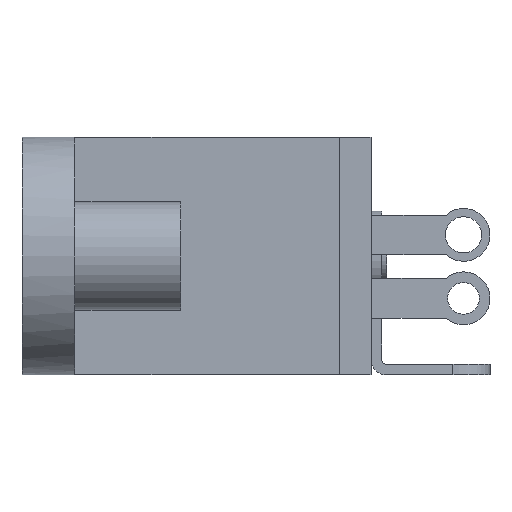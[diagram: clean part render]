
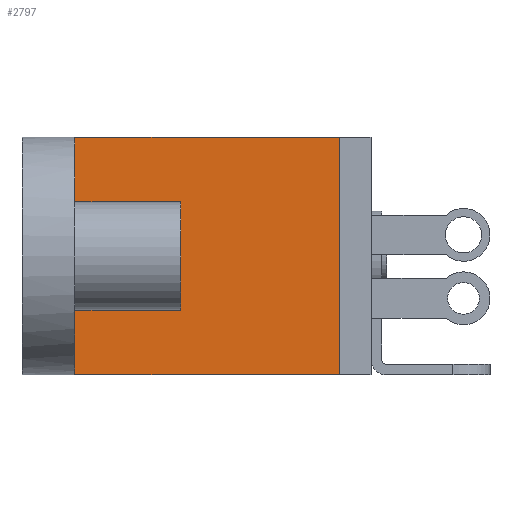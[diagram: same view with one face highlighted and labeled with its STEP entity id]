
A CAD part, left-side view. The second image highlights one B-rep face of the part: STEP entity #2797.
In plain terms, the highlighted planar face has unit normal (-1, 0, 0).
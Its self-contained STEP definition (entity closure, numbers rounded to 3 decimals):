
#47 = VERTEX_POINT ( 'NONE', #1600 ) ;
#94 = VECTOR ( 'NONE', #2605, 1000. ) ;
#108 = DIRECTION ( 'NONE',  ( 0., 1., 0. ) ) ;
#206 = DIRECTION ( 'NONE',  ( 0., 1., 0. ) ) ;
#250 = EDGE_CURVE ( 'NONE', #567, #3236, #2639, .T. ) ;
#290 = CARTESIAN_POINT ( 'NONE',  ( -6.95, 0., 4.482 ) ) ;
#295 = EDGE_CURVE ( 'NONE', #1997, #928, #410, .T. ) ;
#325 = EDGE_CURVE ( 'NONE', #883, #2762, #1553, .T. ) ;
#410 = LINE ( 'NONE', #1004, #2220 ) ;
#454 = VECTOR ( 'NONE', #2362, 1000. ) ;
#567 = VERTEX_POINT ( 'NONE', #2038 ) ;
#631 = VECTOR ( 'NONE', #2417, 1000. ) ;
#646 = CARTESIAN_POINT ( 'NONE',  ( -6.95, 4., -4.482 ) ) ;
#805 = EDGE_CURVE ( 'NONE', #2762, #1798, #2258, .T. ) ;
#832 = CARTESIAN_POINT ( 'NONE',  ( -6.95, 0., 1. ) ) ;
#864 = EDGE_CURVE ( 'NONE', #1997, #883, #1162, .T. ) ;
#883 = VERTEX_POINT ( 'NONE', #3523 ) ;
#928 = VERTEX_POINT ( 'NONE', #3240 ) ;
#972 = ORIENTED_EDGE ( 'NONE', *, *, #1174, .F. ) ;
#992 = CARTESIAN_POINT ( 'NONE',  ( -6.95, 4., 0. ) ) ;
#1004 = CARTESIAN_POINT ( 'NONE',  ( -6.95, 0., 1. ) ) ;
#1029 = ORIENTED_EDGE ( 'NONE', *, *, #1722, .T. ) ;
#1051 = PLANE ( 'NONE',  #3189 ) ;
#1162 = LINE ( 'NONE', #290, #454 ) ;
#1174 = EDGE_CURVE ( 'NONE', #3236, #1798, #1396, .T. ) ;
#1303 = ORIENTED_EDGE ( 'NONE', *, *, #295, .F. ) ;
#1368 = CARTESIAN_POINT ( 'NONE',  ( -6.95, 4., -1. ) ) ;
#1396 = LINE ( 'NONE', #1977, #2453 ) ;
#1553 = LINE ( 'NONE', #2173, #631 ) ;
#1597 = CARTESIAN_POINT ( 'NONE',  ( -6.95, 0., 0. ) ) ;
#1600 = CARTESIAN_POINT ( 'NONE',  ( -6.95, 4., 4.482 ) ) ;
#1651 = VECTOR ( 'NONE', #3760, 1000. ) ;
#1722 = EDGE_CURVE ( 'NONE', #567, #47, #1920, .T. ) ;
#1798 = VERTEX_POINT ( 'NONE', #646 ) ;
#1904 = DIRECTION ( 'NONE',  ( 1., 0., 0. ) ) ;
#1920 = LINE ( 'NONE', #3122, #2454 ) ;
#1977 = CARTESIAN_POINT ( 'NONE',  ( -6.95, 0., -4.482 ) ) ;
#1997 = VERTEX_POINT ( 'NONE', #832 ) ;
#2038 = CARTESIAN_POINT ( 'NONE',  ( -6.95, -6., 4.482 ) ) ;
#2039 = ORIENTED_EDGE ( 'NONE', *, *, #2787, .T. ) ;
#2173 = CARTESIAN_POINT ( 'NONE',  ( -6.95, 0., -1. ) ) ;
#2220 = VECTOR ( 'NONE', #108, 1000. ) ;
#2258 = LINE ( 'NONE', #3420, #1651 ) ;
#2362 = DIRECTION ( 'NONE',  ( 0., 0., -1. ) ) ;
#2417 = DIRECTION ( 'NONE',  ( 0., 1., 0. ) ) ;
#2442 = DIRECTION ( 'NONE',  ( 0., 0., -1. ) ) ;
#2453 = VECTOR ( 'NONE', #3395, 1000. ) ;
#2454 = VECTOR ( 'NONE', #206, 1000. ) ;
#2605 = DIRECTION ( 'NONE',  ( 0., 0., -1. ) ) ;
#2623 = ORIENTED_EDGE ( 'NONE', *, *, #864, .T. ) ;
#2639 = LINE ( 'NONE', #3195, #94 ) ;
#2661 = ORIENTED_EDGE ( 'NONE', *, *, #325, .T. ) ;
#2696 = VECTOR ( 'NONE', #2442, 1000. ) ;
#2762 = VERTEX_POINT ( 'NONE', #1368 ) ;
#2787 = EDGE_CURVE ( 'NONE', #47, #928, #2825, .T. ) ;
#2797 = ADVANCED_FACE ( 'NONE', ( #3110 ), #1051, .F. ) ;
#2825 = LINE ( 'NONE', #992, #2696 ) ;
#2979 = ORIENTED_EDGE ( 'NONE', *, *, #805, .T. ) ;
#3070 = DIRECTION ( 'NONE',  ( 0., 0., -1. ) ) ;
#3110 = FACE_OUTER_BOUND ( 'NONE', #3439, .T. ) ;
#3122 = CARTESIAN_POINT ( 'NONE',  ( -6.95, 0., 4.482 ) ) ;
#3189 = AXIS2_PLACEMENT_3D ( 'NONE', #1597, #1904, #3070 ) ;
#3195 = CARTESIAN_POINT ( 'NONE',  ( -6.95, -6., 4.482 ) ) ;
#3236 = VERTEX_POINT ( 'NONE', #3527 ) ;
#3240 = CARTESIAN_POINT ( 'NONE',  ( -6.95, 4., 1. ) ) ;
#3395 = DIRECTION ( 'NONE',  ( 0., 1., 0. ) ) ;
#3420 = CARTESIAN_POINT ( 'NONE',  ( -6.95, 4., 0. ) ) ;
#3439 = EDGE_LOOP ( 'NONE', ( #2979, #972, #3663, #1029, #2039, #1303, #2623, #2661 ) ) ;
#3523 = CARTESIAN_POINT ( 'NONE',  ( -6.95, 0., -1. ) ) ;
#3527 = CARTESIAN_POINT ( 'NONE',  ( -6.95, -6., -4.482 ) ) ;
#3663 = ORIENTED_EDGE ( 'NONE', *, *, #250, .F. ) ;
#3760 = DIRECTION ( 'NONE',  ( 0., 0., -1. ) ) ;
